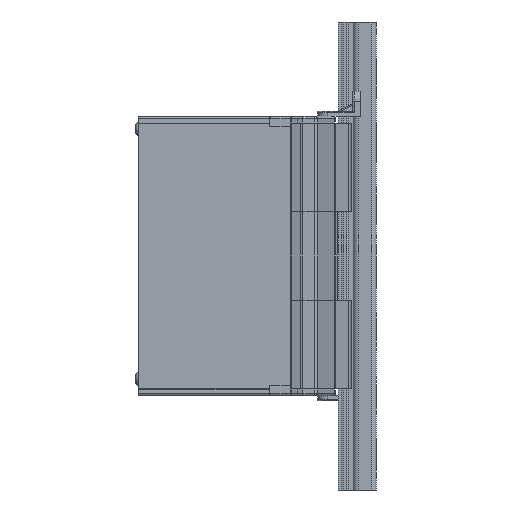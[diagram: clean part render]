
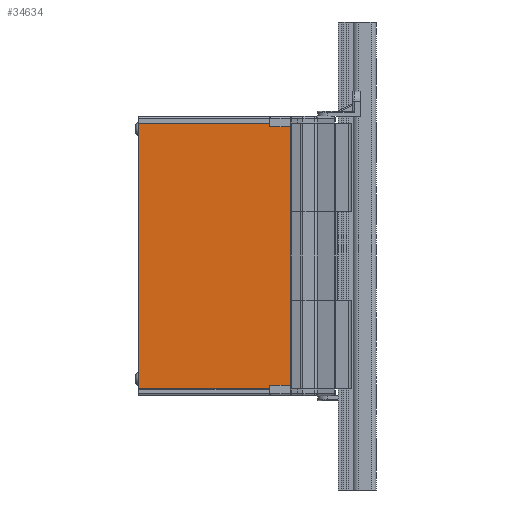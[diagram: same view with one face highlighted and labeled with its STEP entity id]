
A CAD part, left-side view. The second image highlights one B-rep face of the part: STEP entity #34634.
In plain terms, the highlighted planar face has unit normal (-1, 0, 0.002).
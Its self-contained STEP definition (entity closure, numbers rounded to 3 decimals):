
#1020 = EDGE_CURVE ( 'NONE', #16600, #21123, #29312, .T. ) ;
#2384 = VERTEX_POINT ( 'NONE', #9614 ) ;
#2961 = LINE ( 'NONE', #25649, #25164 ) ;
#3375 = CARTESIAN_POINT ( 'NONE',  ( -34.75, 31., 0. ) ) ;
#4002 = AXIS2_PLACEMENT_3D ( 'NONE', #8566, #29759, #35467 ) ;
#5458 = LINE ( 'NONE', #33129, #26218 ) ;
#7503 = LINE ( 'NONE', #29382, #11329 ) ;
#8191 = ORIENTED_EDGE ( 'NONE', *, *, #1020, .T. ) ;
#8566 = CARTESIAN_POINT ( 'NONE',  ( -34.75, 31., -107. ) ) ;
#8700 = EDGE_LOOP ( 'NONE', ( #13788, #17097, #27306, #8191 ) ) ;
#9614 = CARTESIAN_POINT ( 'NONE',  ( -34.75, 31., -107. ) ) ;
#10886 = CARTESIAN_POINT ( 'NONE',  ( -34.75, -31., 0. ) ) ;
#10893 = EDGE_CURVE ( 'NONE', #2384, #17127, #2961, .T. ) ;
#11329 = VECTOR ( 'NONE', #20190, 1000. ) ;
#11370 = PLANE ( 'NONE',  #4002 ) ;
#11783 = VECTOR ( 'NONE', #19853, 1000. ) ;
#13300 = EDGE_CURVE ( 'NONE', #17127, #21123, #7503, .T. ) ;
#13788 = ORIENTED_EDGE ( 'NONE', *, *, #13300, .F. ) ;
#13804 = CARTESIAN_POINT ( 'NONE',  ( -34.75, -31., -107. ) ) ;
#16600 = VERTEX_POINT ( 'NONE', #38674 ) ;
#17097 = ORIENTED_EDGE ( 'NONE', *, *, #10893, .F. ) ;
#17127 = VERTEX_POINT ( 'NONE', #3375 ) ;
#19853 = DIRECTION ( 'NONE',  ( 0., 0., 1. ) ) ;
#20190 = DIRECTION ( 'NONE',  ( 0., -1., 0. ) ) ;
#21123 = VERTEX_POINT ( 'NONE', #10886 ) ;
#25164 = VECTOR ( 'NONE', #31528, 1000. ) ;
#25649 = CARTESIAN_POINT ( 'NONE',  ( -34.75, 31., -107. ) ) ;
#26218 = VECTOR ( 'NONE', #38998, 1000. ) ;
#27306 = ORIENTED_EDGE ( 'NONE', *, *, #36512, .T. ) ;
#29312 = LINE ( 'NONE', #13804, #11783 ) ;
#29382 = CARTESIAN_POINT ( 'NONE',  ( -34.75, 31., 0. ) ) ;
#29759 = DIRECTION ( 'NONE',  ( -1., 0., 0. ) ) ;
#31528 = DIRECTION ( 'NONE',  ( 0., 0., 1. ) ) ;
#33129 = CARTESIAN_POINT ( 'NONE',  ( -34.75, 31., -107. ) ) ;
#34634 = ADVANCED_FACE ( 'NONE', ( #36334 ), #11370, .T. ) ;
#35467 = DIRECTION ( 'NONE',  ( 0., 0., 1. ) ) ;
#36334 = FACE_OUTER_BOUND ( 'NONE', #8700, .T. ) ;
#36512 = EDGE_CURVE ( 'NONE', #2384, #16600, #5458, .T. ) ;
#38674 = CARTESIAN_POINT ( 'NONE',  ( -34.75, -31., -107. ) ) ;
#38998 = DIRECTION ( 'NONE',  ( 0., -1., 0. ) ) ;
